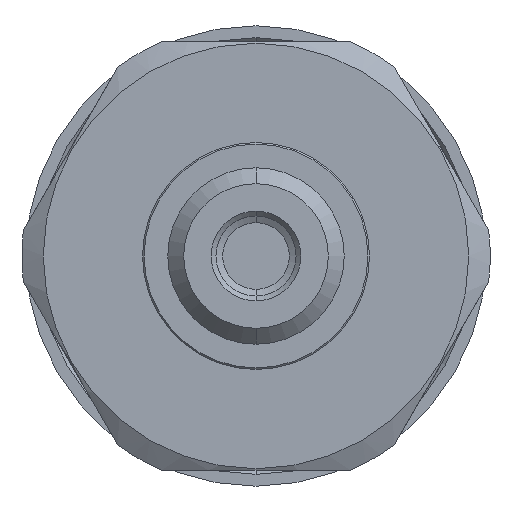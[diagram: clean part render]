
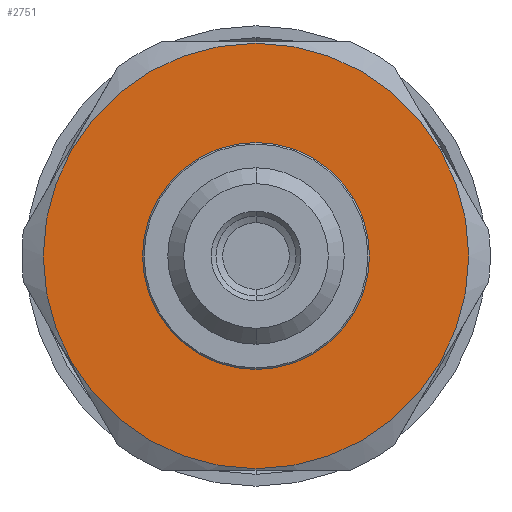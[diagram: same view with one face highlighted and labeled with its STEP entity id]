
A CAD part, front view. The second image highlights one B-rep face of the part: STEP entity #2751.
In plain terms, the highlighted planar face has unit normal (0, -1, 0).
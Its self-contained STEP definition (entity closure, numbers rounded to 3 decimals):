
#62 = ORIENTED_EDGE ( 'NONE', *, *, #1794, .F. ) ;
#71 = AXIS2_PLACEMENT_3D ( 'NONE', #1513, #1149, #1126 ) ;
#340 = CARTESIAN_POINT ( 'NONE',  ( 0., 2.3, 0. ) ) ;
#446 = DIRECTION ( 'NONE',  ( 0., 0., -1. ) ) ;
#452 = DIRECTION ( 'NONE',  ( 0., -1., 0. ) ) ;
#621 = ORIENTED_EDGE ( 'NONE', *, *, #946, .F. ) ;
#815 = EDGE_CURVE ( 'NONE', #2863, #1744, #1040, .T. ) ;
#946 = EDGE_CURVE ( 'NONE', #2322, #4240, #3637, .T. ) ;
#1040 = CIRCLE ( 'NONE', #2083, 13.4 ) ;
#1093 = CARTESIAN_POINT ( 'NONE',  ( 0., 2.3, 7.15 ) ) ;
#1099 = CARTESIAN_POINT ( 'NONE',  ( 0., 2.3, 13.4 ) ) ;
#1126 = DIRECTION ( 'NONE',  ( 0., 0., -1. ) ) ;
#1149 = DIRECTION ( 'NONE',  ( 0., -1., 0. ) ) ;
#1513 = CARTESIAN_POINT ( 'NONE',  ( 13.4, 2.3, 0. ) ) ;
#1732 = EDGE_LOOP ( 'NONE', ( #3343, #3097 ) ) ;
#1744 = VERTEX_POINT ( 'NONE', #2915 ) ;
#1794 = EDGE_CURVE ( 'NONE', #4240, #2322, #2398, .T. ) ;
#1946 = PLANE ( 'NONE',  #71 ) ;
#1987 = EDGE_LOOP ( 'NONE', ( #62, #621 ) ) ;
#2066 = DIRECTION ( 'NONE',  ( 0., -1., 0. ) ) ;
#2083 = AXIS2_PLACEMENT_3D ( 'NONE', #2484, #2066, #2938 ) ;
#2322 = VERTEX_POINT ( 'NONE', #1093 ) ;
#2398 = CIRCLE ( 'NONE', #3240, 7.15 ) ;
#2484 = CARTESIAN_POINT ( 'NONE',  ( 0., 2.3, 0. ) ) ;
#2546 = CARTESIAN_POINT ( 'NONE',  ( 0., 2.3, -7.15 ) ) ;
#2747 = AXIS2_PLACEMENT_3D ( 'NONE', #340, #452, #446 ) ;
#2751 = ADVANCED_FACE ( 'NONE', ( #4781, #4248 ), #1946, .T. ) ;
#2863 = VERTEX_POINT ( 'NONE', #1099 ) ;
#2874 = DIRECTION ( 'NONE',  ( 0., 0., -1. ) ) ;
#2885 = DIRECTION ( 'NONE',  ( 0., -1., 0. ) ) ;
#2895 = CARTESIAN_POINT ( 'NONE',  ( 0., 2.3, 0. ) ) ;
#2915 = CARTESIAN_POINT ( 'NONE',  ( 0., 2.3, -13.4 ) ) ;
#2938 = DIRECTION ( 'NONE',  ( 0., 0., -1. ) ) ;
#3097 = ORIENTED_EDGE ( 'NONE', *, *, #3663, .T. ) ;
#3240 = AXIS2_PLACEMENT_3D ( 'NONE', #4098, #4282, #4304 ) ;
#3343 = ORIENTED_EDGE ( 'NONE', *, *, #815, .T. ) ;
#3637 = CIRCLE ( 'NONE', #2747, 7.15 ) ;
#3663 = EDGE_CURVE ( 'NONE', #1744, #2863, #4764, .T. ) ;
#4098 = CARTESIAN_POINT ( 'NONE',  ( 0., 2.3, 0. ) ) ;
#4240 = VERTEX_POINT ( 'NONE', #2546 ) ;
#4248 = FACE_BOUND ( 'NONE', #1987, .T. ) ;
#4282 = DIRECTION ( 'NONE',  ( 0., -1., 0. ) ) ;
#4304 = DIRECTION ( 'NONE',  ( 0., 0., -1. ) ) ;
#4410 = AXIS2_PLACEMENT_3D ( 'NONE', #2895, #2885, #2874 ) ;
#4764 = CIRCLE ( 'NONE', #4410, 13.4 ) ;
#4781 = FACE_OUTER_BOUND ( 'NONE', #1732, .T. ) ;
